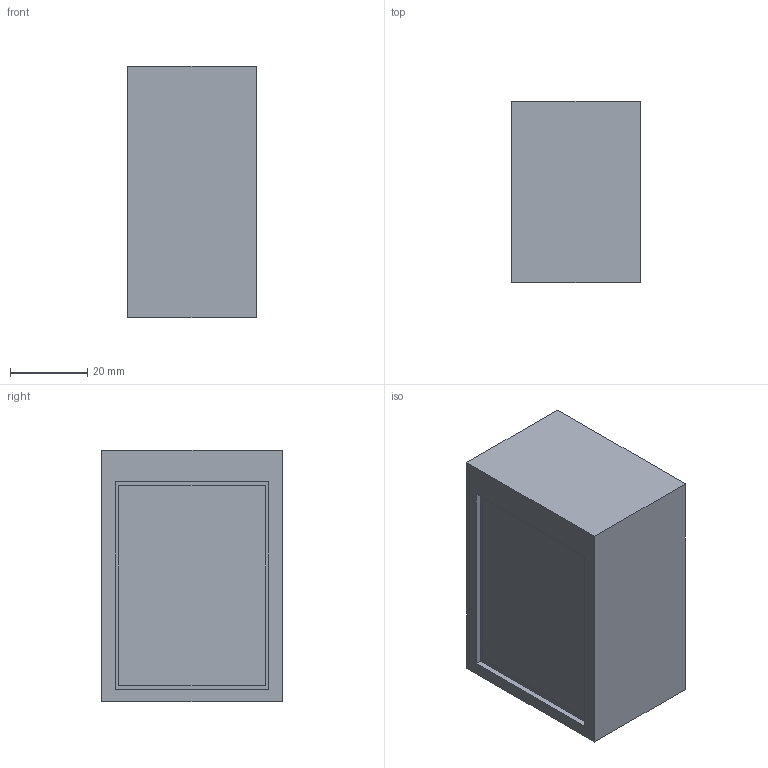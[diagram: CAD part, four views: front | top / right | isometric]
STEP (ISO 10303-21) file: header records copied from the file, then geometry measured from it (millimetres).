
FILE_DESCRIPTION (( 'STEP AP214' ), '1' );
FILE_NAME ('minimal_form_factor_draft.STEP', '2024-09-20T20:12:05', ( '' ), ( '' ), 'SwSTEP 2.0', 'SolidWorks 2022', '' );
FILE_SCHEMA (( 'AUTOMOTIVE_DESIGN' ));
Length unit declared in the file: millimetre
Products named in the file (7): epaper; minimal_dual_display_case; ch240qv23a_lcd; minimal_form_factor_draft; sen66_standin; pcb; battery
Assembly tree (6 placements, depth 2):
  minimal_form_factor_draft
    pcb
    battery
    sen66_standin
    ch240qv23a_lcd
    epaper
    minimal_dual_display_case
Bounding box: 33.24 x 46.72 x 65.06 mm (x, y, z)
Volume: 82296.7 mm3; surface area: 44919.9 mm2
Topology: 8 solids, 8 shells, 90 faces, 204 edges, 136 vertices
Faces by surface type: plane 86, cylinder 4
Entity records: 2847 total; most frequent: CARTESIAN_POINT 439, DIRECTION 410, ORIENTED_EDGE 408, EDGE_CURVE 204, VECTOR 196, LINE 196, VERTEX_POINT 136, AXIS2_PLACEMENT_3D 107
